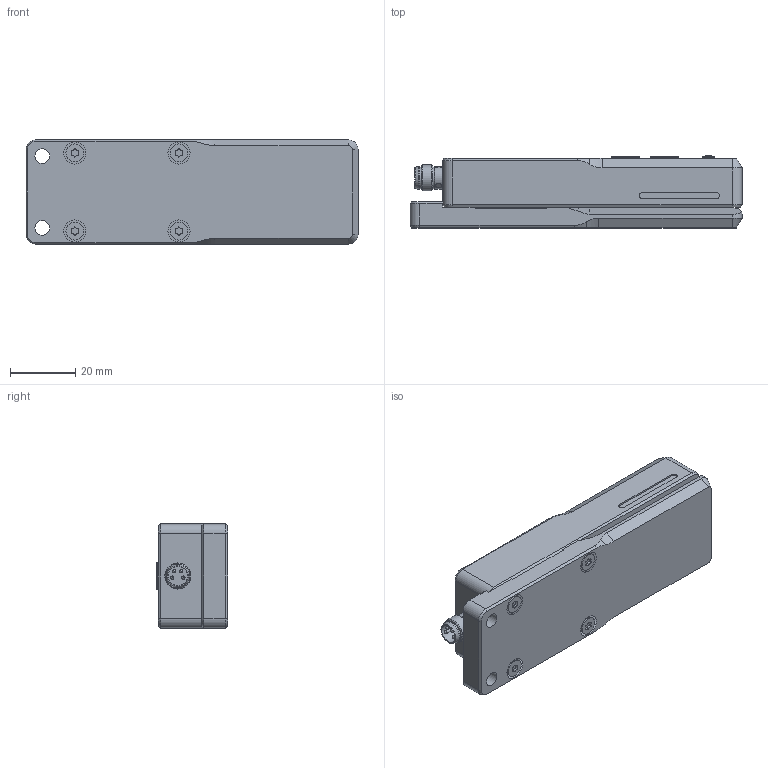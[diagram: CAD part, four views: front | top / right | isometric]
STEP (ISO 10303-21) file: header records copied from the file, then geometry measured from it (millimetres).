
FILE_DESCRIPTION(/* description */ (''),/* implementation_level */ '2;1');
FILE_NAME(/* name */ 'KGUTI-50-0.4-G3-T4.stp',/* time_stamp */ '2023-03-16T13:16:41+01:00',/* author */ ('S. Sandt'),/* organization */ ('di-soric GmbH & Co. KG'),/* preprocessor_version */ 'ST-DEVELOPER v18.1',/* originating_system */ 'Autodesk Inventor 2022',/* authorisation */ '');
FILE_SCHEMA (('AUTOMOTIVE_DESIGN { 1 0 10303 214 3 1 1 }'));
Length unit declared in the file: millimetre
Products named in the file (1): KGUTI-50-1.0-G3-T4
Bounding box: 102 x 22.1 x 32 mm (x, y, z)
Volume: 63106.7 mm3; surface area: 17773.5 mm2
Topology: 1 solids, 10 shells, 637 faces, 1554 edges, 973 vertices
Faces by surface type: plane 326, cylinder 209, cone 29, bspline 25, sphere 24, torus 24
Full cylindrical faces by diameter (mm): 1 x4, 3 x4, 3.2 x4, 4.5 x2, 5.5 x4, 5.7 x1, 5.8 x2, 6.4 x1, 6.6 x2, 6.9 x1, 7.2 x1, 8 x1
Entity records: 19632 total; most frequent: CARTESIAN_POINT 3770, DIRECTION 3148, ORIENTED_EDGE 3100, EDGE_CURVE 1550, AXIS2_PLACEMENT_3D 1068, LINE 1012, VECTOR 1012, VERTEX_POINT 973
